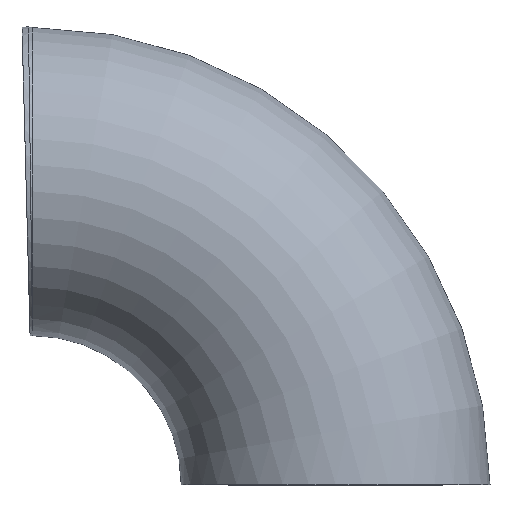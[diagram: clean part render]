
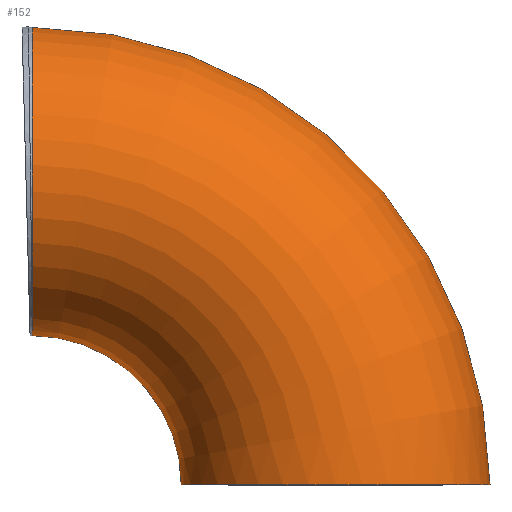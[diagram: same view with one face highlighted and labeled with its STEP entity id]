
A CAD part, top view. The second image highlights one B-rep face of the part: STEP entity #152.
In plain terms, the highlighted toroidal (fillet/blend) face has major radius 75 mm and minor radius 38.15 mm.
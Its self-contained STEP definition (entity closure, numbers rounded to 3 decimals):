
#23=TOROIDAL_SURFACE('',#192,75.,38.15);
#29=FACE_OUTER_BOUND('',#38,.T.);
#38=EDGE_LOOP('',(#130,#131,#132,#133,#134,#135));
#54=CIRCLE('',#193,38.15);
#55=CIRCLE('',#194,36.85);
#56=CIRCLE('',#195,38.15);
#63=B_SPLINE_CURVE_WITH_KNOTS('',3,(#297,#298,#299,#300,#301,#302,#303,
#304,#305,#306),.UNSPECIFIED.,.F.,.F.,(4,2,2,2,4),(-2.454,-2.339,
-2.023,-1.435,0.),.UNSPECIFIED.);
#64=B_SPLINE_CURVE_WITH_KNOTS('',3,(#308,#309,#310,#311,#312,#313,#314,
#315,#316,#317),.UNSPECIFIED.,.F.,.F.,(4,2,2,2,4),(-4.906,-3.664,
-2.944,-2.609,-2.454),.UNSPECIFIED.);
#75=VERTEX_POINT('',#294);
#76=VERTEX_POINT('',#296);
#77=VERTEX_POINT('',#307);
#79=VERTEX_POINT('',#324);
#94=EDGE_CURVE('',#76,#75,#63,.T.);
#95=EDGE_CURVE('',#77,#76,#64,.T.);
#98=EDGE_CURVE('',#77,#75,#54,.T.);
#99=EDGE_CURVE('',#76,#79,#55,.T.);
#100=EDGE_CURVE('',#79,#79,#56,.T.);
#130=ORIENTED_EDGE('',*,*,#94,.T.);
#131=ORIENTED_EDGE('',*,*,#98,.F.);
#132=ORIENTED_EDGE('',*,*,#95,.T.);
#133=ORIENTED_EDGE('',*,*,#99,.T.);
#134=ORIENTED_EDGE('',*,*,#100,.T.);
#135=ORIENTED_EDGE('',*,*,#99,.F.);
#152=ADVANCED_FACE('',(#29),#23,.T.);
#192=AXIS2_PLACEMENT_3D('',#322,#236,#237);
#193=AXIS2_PLACEMENT_3D('',#323,#238,#239);
#194=AXIS2_PLACEMENT_3D('',#325,#240,#241);
#195=AXIS2_PLACEMENT_3D('',#326,#242,#243);
#236=DIRECTION('center_axis',(0.,0.,1.));
#237=DIRECTION('ref_axis',(1.,0.,0.));
#238=DIRECTION('center_axis',(-1.,0.,0.));
#239=DIRECTION('ref_axis',(0.,-1.,0.));
#240=DIRECTION('center_axis',(0.,0.,-1.));
#241=DIRECTION('ref_axis',(1.,0.,0.));
#242=DIRECTION('center_axis',(0.,1.,0.));
#243=DIRECTION('ref_axis',(-1.,0.,0.));
#294=CARTESIAN_POINT('',(-75.,-30.556,-22.842));
#296=CARTESIAN_POINT('',(-74.905,-38.15,0.));
#297=CARTESIAN_POINT('Ctrl Pts',(-74.905,-38.15,0.));
#298=CARTESIAN_POINT('Ctrl Pts',(-74.905,-38.15,-0.38));
#299=CARTESIAN_POINT('Ctrl Pts',(-74.905,-38.144,-0.761));
#300=CARTESIAN_POINT('Ctrl Pts',(-74.906,-38.102,-2.195));
#301=CARTESIAN_POINT('Ctrl Pts',(-74.907,-38.026,-3.247));
#302=CARTESIAN_POINT('Ctrl Pts',(-74.911,-37.687,-6.241));
#303=CARTESIAN_POINT('Ctrl Pts',(-74.915,-37.317,-8.169));
#304=CARTESIAN_POINT('Ctrl Pts',(-74.937,-35.539,-14.674));
#305=CARTESIAN_POINT('Ctrl Pts',(-74.963,-33.42,-19.01));
#306=CARTESIAN_POINT('Ctrl Pts',(-75.,-30.556,-22.842));
#307=CARTESIAN_POINT('',(-75.,-30.556,22.842));
#308=CARTESIAN_POINT('Ctrl Pts',(-75.,-30.556,22.842));
#309=CARTESIAN_POINT('Ctrl Pts',(-74.968,-33.034,19.527));
#310=CARTESIAN_POINT('Ctrl Pts',(-74.944,-34.957,15.83));
#311=CARTESIAN_POINT('Ctrl Pts',(-74.919,-36.996,9.617));
#312=CARTESIAN_POINT('Ctrl Pts',(-74.913,-37.527,7.272));
#313=CARTESIAN_POINT('Ctrl Pts',(-74.907,-37.978,3.784));
#314=CARTESIAN_POINT('Ctrl Pts',(-74.906,-38.073,2.669));
#315=CARTESIAN_POINT('Ctrl Pts',(-74.905,-38.14,1.035));
#316=CARTESIAN_POINT('Ctrl Pts',(-74.905,-38.15,0.517));
#317=CARTESIAN_POINT('Ctrl Pts',(-74.905,-38.15,0.));
#322=CARTESIAN_POINT('Origin',(-75.,-75.,0.));
#323=CARTESIAN_POINT('Origin',(-75.,0.,0.));
#324=CARTESIAN_POINT('',(-38.15,-75.,0.));
#325=CARTESIAN_POINT('Origin',(-75.,-75.,0.));
#326=CARTESIAN_POINT('Origin',(0.,-75.,0.));
